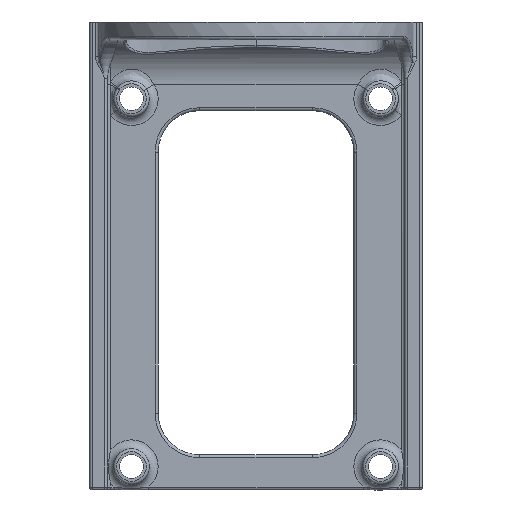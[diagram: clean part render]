
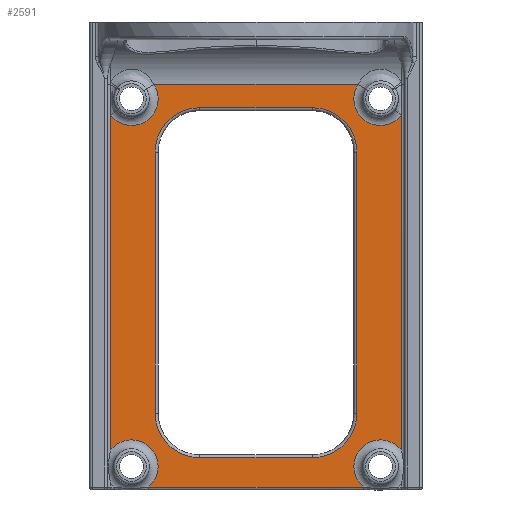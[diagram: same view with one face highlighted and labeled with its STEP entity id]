
A CAD part, left-side view. The second image highlights one B-rep face of the part: STEP entity #2591.
In plain terms, the highlighted planar face has unit normal (-1, 0, 0).
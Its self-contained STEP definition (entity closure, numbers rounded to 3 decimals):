
#31=FACE_BOUND('',#482,.T.);
#47=PLANE('',#2856);
#307=FACE_OUTER_BOUND('',#481,.T.);
#481=EDGE_LOOP('',(#2033,#2034,#2035,#2036,#2037,#2038,#2039,#2040,#2041,
#2042));
#482=EDGE_LOOP('',(#2043,#2044,#2045,#2046,#2047,#2048,#2049,#2050));
#620=LINE('',#6427,#734);
#639=LINE('',#6611,#753);
#641=LINE('',#6632,#755);
#642=LINE('',#6636,#756);
#643=LINE('',#6640,#757);
#644=LINE('',#6644,#758);
#645=LINE('',#6648,#759);
#646=LINE('',#6652,#760);
#734=VECTOR('',#3314,10.);
#753=VECTOR('',#3407,10.);
#755=VECTOR('',#3433,10.);
#756=VECTOR('',#3436,10.);
#757=VECTOR('',#3439,10.);
#758=VECTOR('',#3442,10.);
#759=VECTOR('',#3445,10.);
#760=VECTOR('',#3448,10.);
#912=CIRCLE('',#2853,4.5);
#913=CIRCLE('',#2854,4.5);
#915=CIRCLE('',#2857,4.5);
#916=CIRCLE('',#2858,4.5);
#917=CIRCLE('',#2859,4.5);
#918=CIRCLE('',#2860,4.5);
#919=CIRCLE('',#2861,7.5);
#920=CIRCLE('',#2862,7.5);
#921=CIRCLE('',#2863,7.5);
#922=CIRCLE('',#2864,7.5);
#1136=VERTEX_POINT('',#6393);
#1138=VERTEX_POINT('',#6423);
#1157=VERTEX_POINT('',#6591);
#1158=VERTEX_POINT('',#6610);
#1162=VERTEX_POINT('',#6621);
#1163=VERTEX_POINT('',#6627);
#1164=VERTEX_POINT('',#6629);
#1165=VERTEX_POINT('',#6631);
#1166=VERTEX_POINT('',#6633);
#1167=VERTEX_POINT('',#6635);
#1168=VERTEX_POINT('',#6638);
#1169=VERTEX_POINT('',#6639);
#1170=VERTEX_POINT('',#6641);
#1171=VERTEX_POINT('',#6643);
#1172=VERTEX_POINT('',#6645);
#1173=VERTEX_POINT('',#6647);
#1174=VERTEX_POINT('',#6649);
#1175=VERTEX_POINT('',#6651);
#1438=EDGE_CURVE('',#1136,#1138,#620,.T.);
#1479=EDGE_CURVE('',#1157,#1158,#639,.T.);
#1485=EDGE_CURVE('',#1162,#1157,#912,.T.);
#1486=EDGE_CURVE('',#1138,#1162,#913,.T.);
#1488=EDGE_CURVE('',#1163,#1136,#915,.T.);
#1489=EDGE_CURVE('',#1164,#1163,#916,.T.);
#1490=EDGE_CURVE('',#1165,#1164,#641,.T.);
#1491=EDGE_CURVE('',#1166,#1165,#917,.T.);
#1492=EDGE_CURVE('',#1167,#1166,#642,.T.);
#1493=EDGE_CURVE('',#1158,#1167,#918,.T.);
#1494=EDGE_CURVE('',#1168,#1169,#643,.T.);
#1495=EDGE_CURVE('',#1170,#1168,#919,.T.);
#1496=EDGE_CURVE('',#1171,#1170,#644,.T.);
#1497=EDGE_CURVE('',#1172,#1171,#920,.T.);
#1498=EDGE_CURVE('',#1173,#1172,#645,.T.);
#1499=EDGE_CURVE('',#1174,#1173,#921,.T.);
#1500=EDGE_CURVE('',#1175,#1174,#646,.T.);
#1501=EDGE_CURVE('',#1169,#1175,#922,.T.);
#2033=ORIENTED_EDGE('',*,*,#1438,.F.);
#2034=ORIENTED_EDGE('',*,*,#1488,.F.);
#2035=ORIENTED_EDGE('',*,*,#1489,.F.);
#2036=ORIENTED_EDGE('',*,*,#1490,.F.);
#2037=ORIENTED_EDGE('',*,*,#1491,.F.);
#2038=ORIENTED_EDGE('',*,*,#1492,.F.);
#2039=ORIENTED_EDGE('',*,*,#1493,.F.);
#2040=ORIENTED_EDGE('',*,*,#1479,.F.);
#2041=ORIENTED_EDGE('',*,*,#1485,.F.);
#2042=ORIENTED_EDGE('',*,*,#1486,.F.);
#2043=ORIENTED_EDGE('',*,*,#1494,.F.);
#2044=ORIENTED_EDGE('',*,*,#1495,.F.);
#2045=ORIENTED_EDGE('',*,*,#1496,.F.);
#2046=ORIENTED_EDGE('',*,*,#1497,.F.);
#2047=ORIENTED_EDGE('',*,*,#1498,.F.);
#2048=ORIENTED_EDGE('',*,*,#1499,.F.);
#2049=ORIENTED_EDGE('',*,*,#1500,.F.);
#2050=ORIENTED_EDGE('',*,*,#1501,.F.);
#2591=ADVANCED_FACE('',(#307,#31),#47,.T.);
#2853=AXIS2_PLACEMENT_3D('',#6623,#3421,#3422);
#2854=AXIS2_PLACEMENT_3D('',#6624,#3423,#3424);
#2856=AXIS2_PLACEMENT_3D('',#6626,#3427,#3428);
#2857=AXIS2_PLACEMENT_3D('',#6628,#3429,#3430);
#2858=AXIS2_PLACEMENT_3D('',#6630,#3431,#3432);
#2859=AXIS2_PLACEMENT_3D('',#6634,#3434,#3435);
#2860=AXIS2_PLACEMENT_3D('',#6637,#3437,#3438);
#2861=AXIS2_PLACEMENT_3D('',#6642,#3440,#3441);
#2862=AXIS2_PLACEMENT_3D('',#6646,#3443,#3444);
#2863=AXIS2_PLACEMENT_3D('',#6650,#3446,#3447);
#2864=AXIS2_PLACEMENT_3D('',#6653,#3449,#3450);
#3314=DIRECTION('',(0.,1.,0.));
#3407=DIRECTION('',(0.,0.,1.));
#3421=DIRECTION('center_axis',(-1.,0.,0.));
#3422=DIRECTION('ref_axis',(0.,-1.,0.));
#3423=DIRECTION('center_axis',(-1.,0.,0.));
#3424=DIRECTION('ref_axis',(0.,-1.,0.));
#3427=DIRECTION('center_axis',(-1.,0.,0.));
#3428=DIRECTION('ref_axis',(0.,1.,0.));
#3429=DIRECTION('center_axis',(-1.,0.,0.));
#3430=DIRECTION('ref_axis',(0.,-1.,0.));
#3431=DIRECTION('center_axis',(-1.,0.,0.));
#3432=DIRECTION('ref_axis',(0.,-1.,0.));
#3433=DIRECTION('',(0.,0.,-1.));
#3434=DIRECTION('center_axis',(-1.,0.,0.));
#3435=DIRECTION('ref_axis',(0.,0.,
-1.));
#3436=DIRECTION('',(0.,-1.,0.));
#3437=DIRECTION('center_axis',(-1.,0.,0.));
#3438=DIRECTION('ref_axis',(0.,0.,
-1.));
#3439=DIRECTION('',(0.,-1.,0.));
#3440=DIRECTION('center_axis',(-1.,0.,0.));
#3441=DIRECTION('ref_axis',(0.,0.707,-0.707));
#3442=DIRECTION('',(0.,0.,-1.));
#3443=DIRECTION('center_axis',(-1.,0.,0.));
#3444=DIRECTION('ref_axis',(0.,0.707,0.707));
#3445=DIRECTION('',(0.,1.,0.));
#3446=DIRECTION('center_axis',(-1.,0.,0.));
#3447=DIRECTION('ref_axis',(0.,-0.707,0.707));
#3448=DIRECTION('',(0.,0.,1.));
#3449=DIRECTION('center_axis',(-1.,0.,0.));
#3450=DIRECTION('ref_axis',(0.,-0.707,-0.707));
#6393=CARTESIAN_POINT('',(-1.5,-18.111,-75.4));
#6423=CARTESIAN_POINT('',(-1.5,18.111,-75.4));
#6427=CARTESIAN_POINT('',(-1.5,-12.513,-75.4));
#6591=CARTESIAN_POINT('',(-1.5,24.526,-69.154));
#6610=CARTESIAN_POINT('',(-1.5,24.526,-12.746));
#6611=CARTESIAN_POINT('',(-1.5,24.526,0.));
#6621=CARTESIAN_POINT('',(-1.5,21.,-67.45));
#6623=CARTESIAN_POINT('Origin',(-1.5,21.,-71.95));
#6624=CARTESIAN_POINT('Origin',(-1.5,21.,-71.95));
#6626=CARTESIAN_POINT('Origin',(-1.5,-25.026,0.));
#6627=CARTESIAN_POINT('',(-1.5,-21.,-67.45));
#6628=CARTESIAN_POINT('Origin',(-1.5,-21.,-71.95));
#6629=CARTESIAN_POINT('',(-1.5,-24.526,-69.154));
#6630=CARTESIAN_POINT('Origin',(-1.5,-21.,-71.95));
#6631=CARTESIAN_POINT('',(-1.5,-24.526,-12.746));
#6632=CARTESIAN_POINT('',(-1.5,-24.526,0.));
#6633=CARTESIAN_POINT('',(-1.5,-17.225,-7.5));
#6634=CARTESIAN_POINT('Origin',(-1.5,-21.,-9.95));
#6635=CARTESIAN_POINT('',(-1.5,17.225,-7.5));
#6636=CARTESIAN_POINT('',(-1.5,-12.513,-7.5));
#6637=CARTESIAN_POINT('Origin',(-1.5,21.,-9.95));
#6638=CARTESIAN_POINT('',(-1.5,9.5,-70.45));
#6639=CARTESIAN_POINT('',(-1.5,-9.5,-70.45));
#6640=CARTESIAN_POINT('',(-1.5,-20.763,-70.45));
#6641=CARTESIAN_POINT('',(-1.5,17.,-62.95));
#6642=CARTESIAN_POINT('Origin',(-1.5,9.5,-62.95));
#6643=CARTESIAN_POINT('',(-1.5,17.,-18.95));
#6644=CARTESIAN_POINT('',(-1.5,17.,-34.975));
#6645=CARTESIAN_POINT('',(-1.5,9.5,-11.45));
#6646=CARTESIAN_POINT('Origin',(-1.5,9.5,-18.95));
#6647=CARTESIAN_POINT('',(-1.5,-9.5,-11.45));
#6648=CARTESIAN_POINT('',(-1.5,-4.263,-11.45));
#6649=CARTESIAN_POINT('',(-1.5,-17.,-18.95));
#6650=CARTESIAN_POINT('Origin',(-1.5,-9.5,-18.95));
#6651=CARTESIAN_POINT('',(-1.5,-17.,-62.95));
#6652=CARTESIAN_POINT('',(-1.5,-17.,-5.975));
#6653=CARTESIAN_POINT('Origin',(-1.5,-9.5,-62.95));
